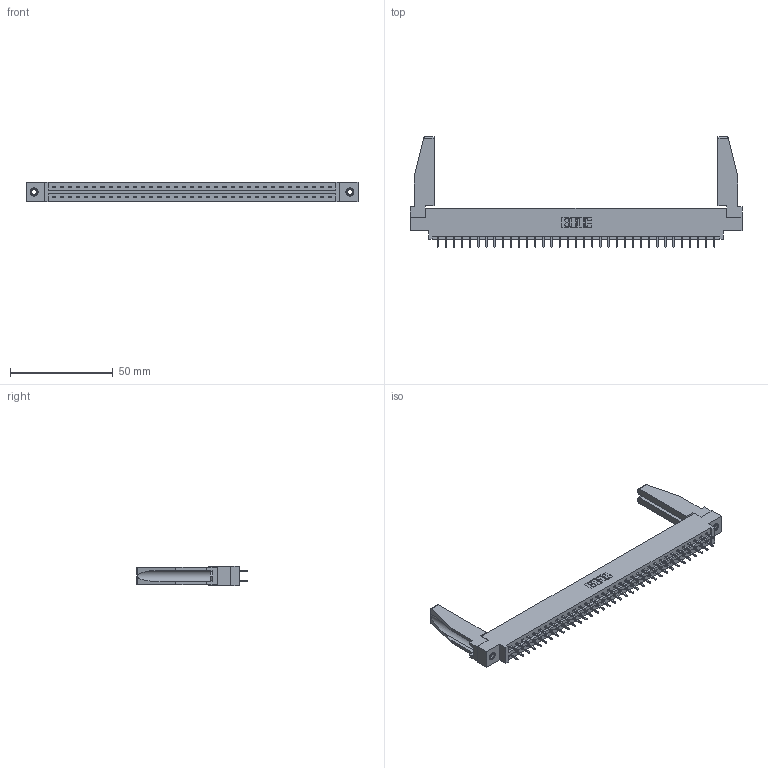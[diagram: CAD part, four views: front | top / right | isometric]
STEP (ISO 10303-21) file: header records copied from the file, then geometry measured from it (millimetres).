
FILE_DESCRIPTION (( 'STEP AP203' ), '1' );
FILE_NAME ('337-070-521-878.STEP', '2019-10-15T10:48:25', ( '' ), ( '' ), 'SwSTEP 2.0', 'SolidWorks 2016', '' );
FILE_SCHEMA (( 'CONFIG_CONTROL_DESIGN' ));
Length unit declared in the file: inch
Products named in the file (5): 307-220-078; 345-292-001_345-293-121; 345-250-001_345-250-001-102; 337-070-521-878; 337 Part_0.170 Offset - 0.156 Dia-TI
Assembly tree (75 placements, depth 2):
  337-070-521-878
    337 Part_0.170 Offset - 0.156 Dia-TI
    345-292-001_345-293-121  x70
    345-250-001_345-250-001-102  x2
    307-220-078  x2
Bounding box: 161.7 x 53.85 x 9.4 mm (x, y, z)
Volume: 20794.9 mm3; surface area: 22657 mm2
Topology: 75 solids, 75 shells, 4028 faces, 11923 edges, 7846 vertices
Faces by surface type: plane 2818, cylinder 1194, cone 12, torus 4
Entity records: 30632 total; most frequent: CARTESIAN_POINT 5168, ORIENTED_EDGE 5060, DIRECTION 4414, EDGE_CURVE 2530, VECTOR 2364, LINE 2364, VERTEX_POINT 1680, AXIS2_PLACEMENT_3D 1025
